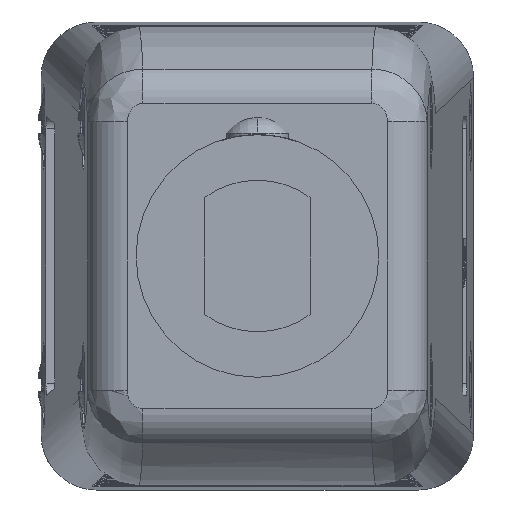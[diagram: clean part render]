
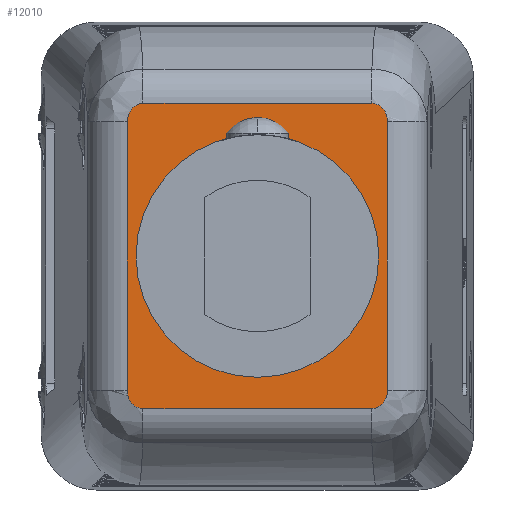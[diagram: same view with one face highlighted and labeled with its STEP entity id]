
A CAD part, left-side view. The second image highlights one B-rep face of the part: STEP entity #12010.
In plain terms, the highlighted planar face has unit normal (-1, 0, 0).
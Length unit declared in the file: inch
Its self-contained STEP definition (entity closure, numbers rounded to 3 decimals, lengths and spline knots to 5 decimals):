
#237 = CIRCLE ( 'NONE', #25386, 0.306 ) ;
#312 = VECTOR ( 'NONE', #1390, 39.37008 ) ;
#320 = LINE ( 'NONE', #1363, #322 ) ;
#321 = LINE ( 'NONE', #1386, #312 ) ;
#322 = VECTOR ( 'NONE', #1367, 39.37008 ) ;
#323 = LINE ( 'NONE', #1405, #324 ) ;
#324 = VECTOR ( 'NONE', #1406, 39.37008 ) ;
#325 = LINE ( 'NONE', #1417, #326 ) ;
#326 = VECTOR ( 'NONE', #1418, 39.37008 ) ;
#327 = CIRCLE ( 'NONE', #25395, 0.306 ) ;
#1156 = CARTESIAN_POINT ( 'NONE',  ( -1.53979, 0., 0. ) ) ;
#1157 = DIRECTION ( 'NONE',  ( -1., 0., 0. ) ) ;
#1158 = DIRECTION ( 'NONE',  ( 0., 0., -1. ) ) ;
#1353 = CARTESIAN_POINT ( 'NONE',  ( -1.53979, 0.32812, -0.34455 ) ) ;
#1355 = CARTESIAN_POINT ( 'NONE',  ( -1.53979, 0.29995, 0.38341 ) ) ;
#1363 = CARTESIAN_POINT ( 'NONE',  ( -1.53979, 0.55, 0.38481 ) ) ;
#1365 = CARTESIAN_POINT ( 'NONE',  ( -1.53979, 0.29441, 0.38481 ) ) ;
#1367 = DIRECTION ( 'NONE',  ( 0., 1., 0. ) ) ;
#1369 = CARTESIAN_POINT ( 'NONE',  ( -1.53979, 0.32729, -0.35006 ) ) ;
#1371 = CARTESIAN_POINT ( 'NONE',  ( -1.53979, 0.28874, 0.38481 ) ) ;
#1373 = CARTESIAN_POINT ( 'NONE',  ( -1.53979, 0.30998, 0.37821 ) ) ;
#1375 = CARTESIAN_POINT ( 'NONE',  ( -1.53979, 0.31433, 0.37446 ) ) ;
#1377 = CARTESIAN_POINT ( 'NONE',  ( -1.53979, 0.32124, 0.36572 ) ) ;
#1379 = CARTESIAN_POINT ( 'NONE',  ( -1.53979, 0.32385, 0.36067 ) ) ;
#1381 = CARTESIAN_POINT ( 'NONE',  ( -1.53979, 0.32729, 0.35005 ) ) ;
#1382 = CARTESIAN_POINT ( 'NONE',  ( -1.53979, 0.32812, 0.34456 ) ) ;
#1384 = CARTESIAN_POINT ( 'NONE',  ( -1.53979, 0.32812, 0.33892 ) ) ;
#1386 = CARTESIAN_POINT ( 'NONE',  ( -1.53979, 0.32812, -0.44 ) ) ;
#1390 = DIRECTION ( 'NONE',  ( 0., 0., -1. ) ) ;
#1392 = CARTESIAN_POINT ( 'NONE',  ( -1.53979, -0.29441, -0.38481 ) ) ;
#1393 = CARTESIAN_POINT ( 'NONE',  ( -1.53979, 0.32812, -0.33892 ) ) ;
#1395 = CARTESIAN_POINT ( 'NONE',  ( -1.53979, -0.29995, -0.38341 ) ) ;
#1396 = CARTESIAN_POINT ( 'NONE',  ( -1.53979, 0.32381, -0.36078 ) ) ;
#1397 = CARTESIAN_POINT ( 'NONE',  ( -1.53979, 0.3212, -0.3658 ) ) ;
#1398 = CARTESIAN_POINT ( 'NONE',  ( -1.53979, 0.31423, -0.37457 ) ) ;
#1399 = CARTESIAN_POINT ( 'NONE',  ( -1.53979, 0.30986, -0.37828 ) ) ;
#1400 = CARTESIAN_POINT ( 'NONE',  ( -1.53979, 0.30242, -0.38212 ) ) ;
#1401 = CARTESIAN_POINT ( 'NONE',  ( -1.53979, 0.29975, -0.38313 ) ) ;
#1402 = CARTESIAN_POINT ( 'NONE',  ( -1.53979, 0.29433, -0.38446 ) ) ;
#1403 = CARTESIAN_POINT ( 'NONE',  ( -1.53979, 0.29156, -0.38481 ) ) ;
#1404 = CARTESIAN_POINT ( 'NONE',  ( -1.53979, 0.28874, -0.38481 ) ) ;
#1405 = CARTESIAN_POINT ( 'NONE',  ( -1.53979, 0.55, -0.38481 ) ) ;
#1406 = DIRECTION ( 'NONE',  ( 0., -1., 0. ) ) ;
#1407 = CARTESIAN_POINT ( 'NONE',  ( -1.53979, -0.32812, 0.34455 ) ) ;
#1408 = CARTESIAN_POINT ( 'NONE',  ( -1.53979, -0.28874, -0.38481 ) ) ;
#1409 = CARTESIAN_POINT ( 'NONE',  ( -1.53979, -0.32729, 0.35006 ) ) ;
#1410 = CARTESIAN_POINT ( 'NONE',  ( -1.53979, -0.30998, -0.37821 ) ) ;
#1411 = CARTESIAN_POINT ( 'NONE',  ( -1.53979, -0.31433, -0.37446 ) ) ;
#1412 = CARTESIAN_POINT ( 'NONE',  ( -1.53979, -0.32124, -0.36572 ) ) ;
#1413 = CARTESIAN_POINT ( 'NONE',  ( -1.53979, -0.32385, -0.36067 ) ) ;
#1414 = CARTESIAN_POINT ( 'NONE',  ( -1.53979, -0.32729, -0.35005 ) ) ;
#1415 = CARTESIAN_POINT ( 'NONE',  ( -1.53979, -0.32812, -0.34456 ) ) ;
#1416 = CARTESIAN_POINT ( 'NONE',  ( -1.53979, -0.32812, -0.33892 ) ) ;
#1417 = CARTESIAN_POINT ( 'NONE',  ( -1.53979, -0.32812, -0.44 ) ) ;
#1418 = DIRECTION ( 'NONE',  ( 0., 0., 1. ) ) ;
#1419 = CARTESIAN_POINT ( 'NONE',  ( -1.53979, -0.32812, 0.33892 ) ) ;
#1420 = CARTESIAN_POINT ( 'NONE',  ( -1.53979, -0.32381, 0.36078 ) ) ;
#1421 = CARTESIAN_POINT ( 'NONE',  ( -1.53979, -0.3212, 0.3658 ) ) ;
#1422 = CARTESIAN_POINT ( 'NONE',  ( -1.53979, -0.31423, 0.37457 ) ) ;
#1423 = CARTESIAN_POINT ( 'NONE',  ( -1.53979, -0.30986, 0.37828 ) ) ;
#1424 = CARTESIAN_POINT ( 'NONE',  ( -1.53979, -0.30242, 0.38212 ) ) ;
#1425 = CARTESIAN_POINT ( 'NONE',  ( -1.53979, -0.29975, 0.38313 ) ) ;
#1426 = CARTESIAN_POINT ( 'NONE',  ( -1.53979, -0.29433, 0.38446 ) ) ;
#1427 = CARTESIAN_POINT ( 'NONE',  ( -1.53979, -0.29156, 0.38481 ) ) ;
#1428 = CARTESIAN_POINT ( 'NONE',  ( -1.53979, -0.28874, 0.38481 ) ) ;
#1431 = CARTESIAN_POINT ( 'NONE',  ( -1.53979, 0., 0. ) ) ;
#1432 = DIRECTION ( 'NONE',  ( -1., 0., 0. ) ) ;
#1433 = DIRECTION ( 'NONE',  ( 0., 0., -1. ) ) ;
#2750 = CARTESIAN_POINT ( 'NONE',  ( -1.53979, -0.28874, 0.38481 ) ) ;
#2774 = CARTESIAN_POINT ( 'NONE',  ( -1.53979, -0.32812, 0.33892 ) ) ;
#2793 = CARTESIAN_POINT ( 'NONE',  ( -1.53979, 0.28874, 0.38481 ) ) ;
#2795 = CARTESIAN_POINT ( 'NONE',  ( -1.53979, -0.28874, -0.38481 ) ) ;
#2817 = CARTESIAN_POINT ( 'NONE',  ( -1.53979, -0.32812, -0.33892 ) ) ;
#3378 = B_SPLINE_CURVE_WITH_KNOTS ( 'NONE', 3,
 ( #1371, #1365, #1355, #1373, #1375, #1377, #1379, #1381, #1382, #1384 ),
 .UNSPECIFIED., .F., .F.,
 ( 4, 2, 2, 2, 4 ),
 ( 0., 0.00043, 0.00086, 0.0013, 0.00173 ),
 .UNSPECIFIED. ) ;
#3379 = B_SPLINE_CURVE_WITH_KNOTS ( 'NONE', 3,
 ( #1393, #1353, #1369, #1396, #1397, #1398, #1399, #1400, #1401, #1402, #1403, #1404 ),
 .UNSPECIFIED., .F., .F.,
 ( 4, 2, 2, 2, 2, 4 ),
 ( 0., 0.00042, 0.00085, 0.00127, 0.00148, 0.0017 ),
 .UNSPECIFIED. ) ;
#3380 = B_SPLINE_CURVE_WITH_KNOTS ( 'NONE', 3,
 ( #1408, #1392, #1395, #1410, #1411, #1412, #1413, #1414, #1415, #1416 ),
 .UNSPECIFIED., .F., .F.,
 ( 4, 2, 2, 2, 4 ),
 ( 0., 0.00043, 0.00086, 0.0013, 0.00173 ),
 .UNSPECIFIED. ) ;
#3381 = B_SPLINE_CURVE_WITH_KNOTS ( 'NONE', 3,
 ( #1419, #1407, #1409, #1420, #1421, #1422, #1423, #1424, #1425, #1426, #1427, #1428 ),
 .UNSPECIFIED., .F., .F.,
 ( 4, 2, 2, 2, 2, 4 ),
 ( 0., 0.00042, 0.00085, 0.00127, 0.00148, 0.0017 ),
 .UNSPECIFIED. ) ;
#4447 = CARTESIAN_POINT ( 'NONE',  ( -1.53979, 0., -0.306 ) ) ;
#4480 = CARTESIAN_POINT ( 'NONE',  ( -1.53979, 0., 0.306 ) ) ;
#11371 = CARTESIAN_POINT ( 'NONE',  ( -1.53979, 0.32812, 0.33892 ) ) ;
#11373 = CARTESIAN_POINT ( 'NONE',  ( -1.53979, 0.32812, -0.33892 ) ) ;
#11409 = CARTESIAN_POINT ( 'NONE',  ( -1.53979, 0.28874, -0.38481 ) ) ;
#12010 = ADVANCED_FACE ( 'NONE', ( #16036, #16040 ), #17342, .F. ) ;
#13060 = VERTEX_POINT ( 'NONE', #4447 ) ;
#13083 = VERTEX_POINT ( 'NONE', #4480 ) ;
#13573 = EDGE_LOOP ( 'NONE', ( #15879, #15789, #15807, #15926, #15806, #15956, #15676, #15867 ) ) ;
#13658 = EDGE_LOOP ( 'NONE', ( #15832, #15693 ) ) ;
#15676 = ORIENTED_EDGE ( 'NONE', *, *, #16206, .T. ) ;
#15693 = ORIENTED_EDGE ( 'NONE', *, *, #16146, .F. ) ;
#15789 = ORIENTED_EDGE ( 'NONE', *, *, #16201, .T. ) ;
#15806 = ORIENTED_EDGE ( 'NONE', *, *, #16204, .T. ) ;
#15807 = ORIENTED_EDGE ( 'NONE', *, *, #16202, .T. ) ;
#15832 = ORIENTED_EDGE ( 'NONE', *, *, #16208, .F. ) ;
#15867 = ORIENTED_EDGE ( 'NONE', *, *, #16207, .T. ) ;
#15879 = ORIENTED_EDGE ( 'NONE', *, *, #16200, .T. ) ;
#15926 = ORIENTED_EDGE ( 'NONE', *, *, #16203, .T. ) ;
#15956 = ORIENTED_EDGE ( 'NONE', *, *, #16205, .T. ) ;
#16036 = FACE_OUTER_BOUND ( 'NONE', #13573, .T. ) ;
#16040 = FACE_BOUND ( 'NONE', #13658, .T. ) ;
#16146 = EDGE_CURVE ( 'NONE', #13083, #13060, #237, .T. ) ;
#16200 = EDGE_CURVE ( 'NONE', #19170, #19213, #320, .T. ) ;
#16201 = EDGE_CURVE ( 'NONE', #19213, #24147, #3378, .T. ) ;
#16202 = EDGE_CURVE ( 'NONE', #24147, #24149, #321, .T. ) ;
#16203 = EDGE_CURVE ( 'NONE', #24149, #24185, #3379, .T. ) ;
#16204 = EDGE_CURVE ( 'NONE', #24185, #19215, #323, .T. ) ;
#16205 = EDGE_CURVE ( 'NONE', #19215, #19237, #3380, .T. ) ;
#16206 = EDGE_CURVE ( 'NONE', #19237, #19194, #325, .T. ) ;
#16207 = EDGE_CURVE ( 'NONE', #19194, #19170, #3381, .T. ) ;
#16208 = EDGE_CURVE ( 'NONE', #13060, #13083, #327, .T. ) ;
#16276 = AXIS2_PLACEMENT_3D ( 'NONE', #17340, #17344, #17345 ) ;
#17340 = CARTESIAN_POINT ( 'NONE',  ( -1.53979, 0.55, -0.44 ) ) ;
#17342 = PLANE ( 'NONE',  #16276 ) ;
#17344 = DIRECTION ( 'NONE',  ( 1., 0., 0. ) ) ;
#17345 = DIRECTION ( 'NONE',  ( 0., 0., -1. ) ) ;
#19170 = VERTEX_POINT ( 'NONE', #2750 ) ;
#19194 = VERTEX_POINT ( 'NONE', #2774 ) ;
#19213 = VERTEX_POINT ( 'NONE', #2793 ) ;
#19215 = VERTEX_POINT ( 'NONE', #2795 ) ;
#19237 = VERTEX_POINT ( 'NONE', #2817 ) ;
#24147 = VERTEX_POINT ( 'NONE', #11371 ) ;
#24149 = VERTEX_POINT ( 'NONE', #11373 ) ;
#24185 = VERTEX_POINT ( 'NONE', #11409 ) ;
#25386 = AXIS2_PLACEMENT_3D ( 'NONE', #1156, #1157, #1158 ) ;
#25395 = AXIS2_PLACEMENT_3D ( 'NONE', #1431, #1432, #1433 ) ;
